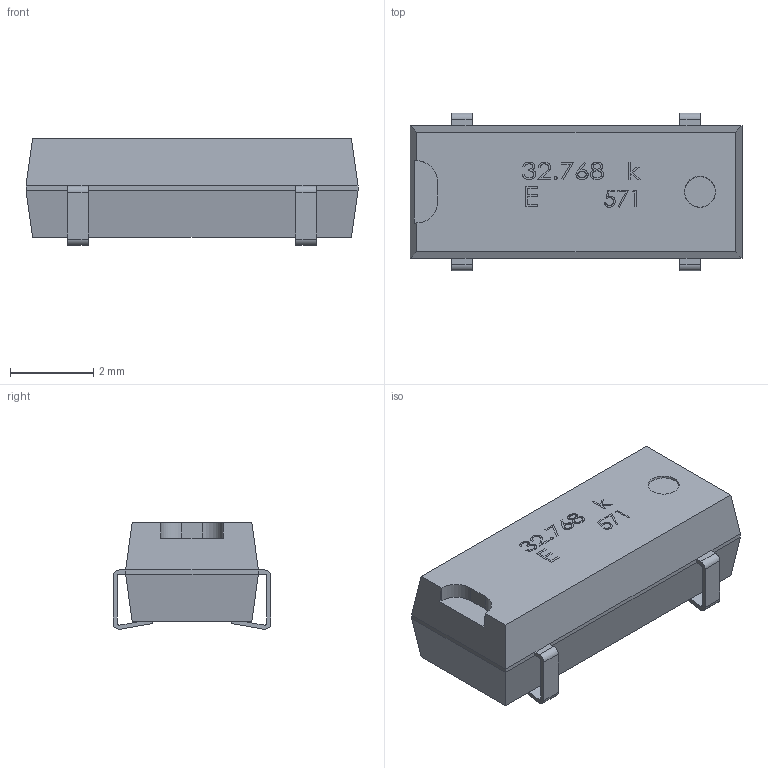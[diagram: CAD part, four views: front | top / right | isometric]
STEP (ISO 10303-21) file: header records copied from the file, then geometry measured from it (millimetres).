
FILE_DESCRIPTION(('FreeCAD Model'),'2;1');
FILE_NAME('User Library-mc-306 crystal.step', '2017-03-09T11:54:37',('Author'),(''), 'Open CASCADE STEP processor 6.8','FreeCAD','Unknown');
FILE_SCHEMA(('AUTOMOTIVE_DESIGN_CC2 { 1 2 10303 214 -1 1 5 4 }'));
Length unit declared in the file: millimetre
Products named in the file (2): ASSEMBLY; User_Library-mc-306_crystal
Assembly tree (1 placements, depth 2):
  ASSEMBLY
    User_Library-mc-306_crystal
Bounding box: 8 x 3.8 x 2.57 mm (x, y, z)
Volume: 57.1 mm3; surface area: 107.2 mm2
Topology: 1 solids, 1 shells, 210 faces, 565 edges, 368 vertices
Faces by surface type: plane 132, bspline 58, cylinder 18, cone 2
Entity records: 24435 total; most frequent: CARTESIAN_POINT 12485, DIRECTION 1599, LINE 1187, VECTOR 1187, ORIENTED_EDGE 1130, PCURVE 1130, DEFINITIONAL_REPRESENTATION 1130, EDGE_CURVE 565
